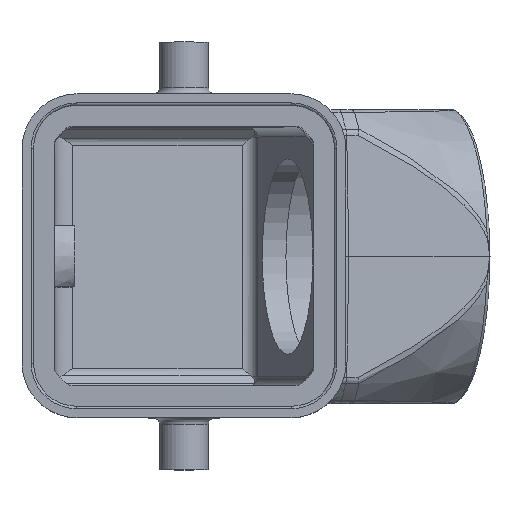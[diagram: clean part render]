
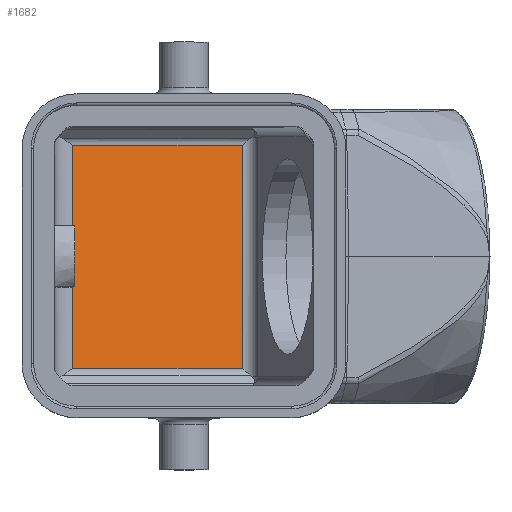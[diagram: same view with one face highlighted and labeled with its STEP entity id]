
A CAD part, top view. The second image highlights one B-rep face of the part: STEP entity #1682.
In plain terms, the highlighted planar face has unit normal (0.259, 0, 0.966).
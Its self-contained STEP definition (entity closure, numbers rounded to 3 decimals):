
#1408=FACE_OUTER_BOUND('',#3133,.T.);
#1682=ADVANCED_FACE('',(#1408),#1950,.T.);
#1950=PLANE('',#6501);
#2377=LINE('',#8648,#2739);
#2378=LINE('',#8652,#2740);
#2390=LINE('',#8871,#2752);
#2391=LINE('',#8880,#2753);
#2393=LINE('',#8886,#2755);
#2394=LINE('',#8888,#2756);
#2395=LINE('',#8890,#2757);
#2396=LINE('',#8892,#2758);
#2739=VECTOR('',#6980,1.);
#2740=VECTOR('',#6985,1.);
#2752=VECTOR('',#7023,1.);
#2753=VECTOR('',#7026,1.);
#2755=VECTOR('',#7032,1.);
#2756=VECTOR('',#7035,1.);
#2757=VECTOR('',#7038,1.);
#2758=VECTOR('',#7039,1.);
#3133=EDGE_LOOP('',(#3652,#3653,#3654,#3655,#3656,#3657,#3658,#3659));
#3652=ORIENTED_EDGE('',*,*,#5535,.T.);
#3653=ORIENTED_EDGE('',*,*,#5495,.T.);
#3654=ORIENTED_EDGE('',*,*,#5493,.T.);
#3655=ORIENTED_EDGE('',*,*,#5536,.T.);
#3656=ORIENTED_EDGE('',*,*,#5537,.T.);
#3657=ORIENTED_EDGE('',*,*,#5529,.T.);
#3658=ORIENTED_EDGE('',*,*,#5531,.T.);
#3659=ORIENTED_EDGE('',*,*,#5534,.T.);
#5013=VERTEX_POINT('',#8647);
#5014=VERTEX_POINT('',#8649);
#5015=VERTEX_POINT('',#8653);
#5037=VERTEX_POINT('',#8870);
#5038=VERTEX_POINT('',#8872);
#5039=VERTEX_POINT('',#8881);
#5040=VERTEX_POINT('',#8885);
#5041=VERTEX_POINT('',#8891);
#5493=EDGE_CURVE('',#5014,#5013,#2377,.T.);
#5495=EDGE_CURVE('',#5015,#5014,#2378,.T.);
#5529=EDGE_CURVE('',#5038,#5037,#2390,.T.);
#5531=EDGE_CURVE('',#5037,#5039,#2391,.T.);
#5534=EDGE_CURVE('',#5039,#5040,#2393,.T.);
#5535=EDGE_CURVE('',#5040,#5015,#2394,.T.);
#5536=EDGE_CURVE('',#5013,#5041,#2395,.T.);
#5537=EDGE_CURVE('',#5041,#5038,#2396,.T.);
#6501=AXIS2_PLACEMENT_3D('',#8893,#7040,#7041);
#6980=DIRECTION('',(0.,-1.,0.));
#6985=DIRECTION('',(-0.966,0.,0.259));
#7023=DIRECTION('',(-0.966,0.,0.259));
#7026=DIRECTION('',(0.,-1.,0.));
#7032=DIRECTION('',(0.966,0.,-0.259));
#7035=DIRECTION('',(0.,-1.,0.));
#7038=DIRECTION('',(0.966,0.,-0.259));
#7039=DIRECTION('',(0.,1.,0.));
#7040=DIRECTION('',(0.259,0.,0.966));
#7041=DIRECTION('',(0.966,0.,-0.259));
#8647=CARTESIAN_POINT('',(-9.118,-9.139,-31.236));
#8648=CARTESIAN_POINT('',(-9.118,-2.5,-31.236));
#8649=CARTESIAN_POINT('',(-9.118,-2.5,-31.236));
#8652=CARTESIAN_POINT('',(-8.28,-2.5,-31.46));
#8653=CARTESIAN_POINT('',(-9.104,-2.5,-31.24));
#8870=CARTESIAN_POINT('',(-9.118,9.139,-31.236));
#8871=CARTESIAN_POINT('',(4.768,9.139,-34.957));
#8872=CARTESIAN_POINT('',(4.768,9.139,-34.957));
#8880=CARTESIAN_POINT('',(-9.118,9.139,-31.236));
#8881=CARTESIAN_POINT('',(-9.118,2.5,-31.236));
#8885=CARTESIAN_POINT('',(-9.104,2.5,-31.24));
#8886=CARTESIAN_POINT('',(-9.118,2.5,-31.236));
#8888=CARTESIAN_POINT('',(-9.104,-13.235,-31.24));
#8890=CARTESIAN_POINT('',(-9.118,-9.139,-31.236));
#8891=CARTESIAN_POINT('',(4.768,-9.139,-34.957));
#8892=CARTESIAN_POINT('',(4.768,-9.139,-34.957));
#8893=CARTESIAN_POINT('',(-9.494,-13.235,-31.135));
